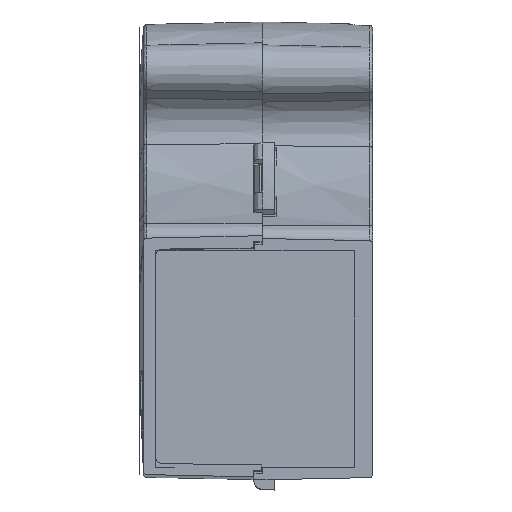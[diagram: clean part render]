
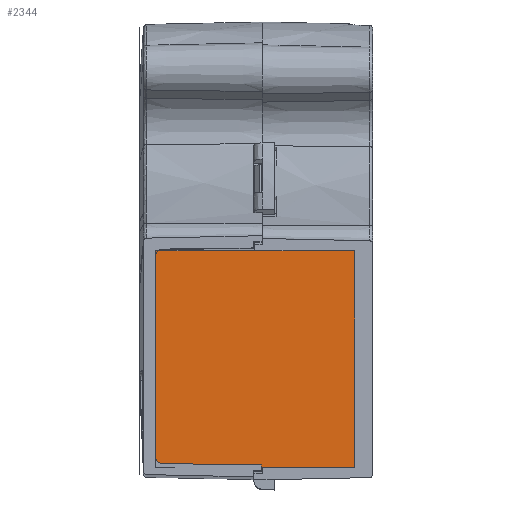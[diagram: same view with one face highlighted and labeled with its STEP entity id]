
A CAD part, left-side view. The second image highlights one B-rep face of the part: STEP entity #2344.
In plain terms, the highlighted planar face has unit normal (-1, 0, 0).
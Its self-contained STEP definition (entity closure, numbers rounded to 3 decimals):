
#295 = EDGE_CURVE ( 'NONE', #15590, #10372, #15451, .T. ) ;
#826 = DIRECTION ( 'NONE',  ( 0., -1., 0. ) ) ;
#927 = ORIENTED_EDGE ( 'NONE', *, *, #6414, .T. ) ;
#1051 = LINE ( 'NONE', #2288, #8074 ) ;
#1638 = VECTOR ( 'NONE', #18474, 1000. ) ;
#2262 = FACE_OUTER_BOUND ( 'NONE', #14496, .T. ) ;
#2288 = CARTESIAN_POINT ( 'NONE',  ( -30.787, 2.2, -28.554 ) ) ;
#2344 = ADVANCED_FACE ( 'NONE', ( #2262 ), #7703, .T. ) ;
#3284 = VECTOR ( 'NONE', #17578, 1000. ) ;
#4057 = VERTEX_POINT ( 'NONE', #10120 ) ;
#4882 = CARTESIAN_POINT ( 'NONE',  ( -30.787, 2.2, -28.554 ) ) ;
#5534 = LINE ( 'NONE', #13816, #8594 ) ;
#6067 = LINE ( 'NONE', #16612, #1638 ) ;
#6414 = EDGE_CURVE ( 'NONE', #11739, #4057, #1051, .T. ) ;
#7150 = CARTESIAN_POINT ( 'NONE',  ( -30.795, 2.2, -2.067 ) ) ;
#7698 = CARTESIAN_POINT ( 'NONE',  ( -30.795, 14.4, -2.067 ) ) ;
#7703 = PLANE ( 'NONE',  #18506 ) ;
#8074 = VECTOR ( 'NONE', #826, 1000. ) ;
#8174 = LINE ( 'NONE', #4882, #17482 ) ;
#8594 = VECTOR ( 'NONE', #18302, 1000. ) ;
#9183 = CARTESIAN_POINT ( 'NONE',  ( -30.787, 2.2, -28.554 ) ) ;
#9519 = DIRECTION ( 'NONE',  ( 0., 0., 1. ) ) ;
#9688 = VERTEX_POINT ( 'NONE', #10094 ) ;
#10094 = CARTESIAN_POINT ( 'NONE',  ( -30.795, 2.2, -2.067 ) ) ;
#10120 = CARTESIAN_POINT ( 'NONE',  ( -30.787, 2.2, -28.554 ) ) ;
#10372 = VERTEX_POINT ( 'NONE', #16835 ) ;
#10769 = DIRECTION ( 'NONE',  ( -1., 0., 0. ) ) ;
#11109 = CARTESIAN_POINT ( 'NONE',  ( -30.787, 26.5, -28.554 ) ) ;
#11327 = DIRECTION ( 'NONE',  ( 0., 1., 0. ) ) ;
#11640 = EDGE_CURVE ( 'NONE', #4057, #9688, #8174, .T. ) ;
#11739 = VERTEX_POINT ( 'NONE', #16712 ) ;
#11834 = ORIENTED_EDGE ( 'NONE', *, *, #17402, .T. ) ;
#12246 = EDGE_CURVE ( 'NONE', #14664, #11739, #6067, .T. ) ;
#13314 = EDGE_CURVE ( 'NONE', #10372, #14664, #5534, .T. ) ;
#13659 = ORIENTED_EDGE ( 'NONE', *, *, #13314, .T. ) ;
#13816 = CARTESIAN_POINT ( 'NONE',  ( -30.795, 26.5, -2.067 ) ) ;
#14496 = EDGE_LOOP ( 'NONE', ( #16279, #927, #17220, #11834, #19232, #13659 ) ) ;
#14664 = VERTEX_POINT ( 'NONE', #11109 ) ;
#15336 = VECTOR ( 'NONE', #11327, 1000. ) ;
#15451 = LINE ( 'NONE', #7150, #3284 ) ;
#15590 = VERTEX_POINT ( 'NONE', #7698 ) ;
#16279 = ORIENTED_EDGE ( 'NONE', *, *, #12246, .T. ) ;
#16612 = CARTESIAN_POINT ( 'NONE',  ( -30.787, 2.2, -28.554 ) ) ;
#16712 = CARTESIAN_POINT ( 'NONE',  ( -30.787, 13.5, -28.554 ) ) ;
#16835 = CARTESIAN_POINT ( 'NONE',  ( -30.795, 26.5, -2.067 ) ) ;
#17220 = ORIENTED_EDGE ( 'NONE', *, *, #11640, .T. ) ;
#17402 = EDGE_CURVE ( 'NONE', #9688, #15590, #19280, .T. ) ;
#17482 = VECTOR ( 'NONE', #9519, 1000. ) ;
#17578 = DIRECTION ( 'NONE',  ( 0., 1., 0. ) ) ;
#18130 = DIRECTION ( 'NONE',  ( 0., 0., 1. ) ) ;
#18302 = DIRECTION ( 'NONE',  ( 0., 0., -1. ) ) ;
#18474 = DIRECTION ( 'NONE',  ( 0., -1., 0. ) ) ;
#18506 = AXIS2_PLACEMENT_3D ( 'NONE', #9183, #10769, #18130 ) ;
#18756 = CARTESIAN_POINT ( 'NONE',  ( -30.795, 2.2, -2.067 ) ) ;
#19232 = ORIENTED_EDGE ( 'NONE', *, *, #295, .T. ) ;
#19280 = LINE ( 'NONE', #18756, #15336 ) ;
